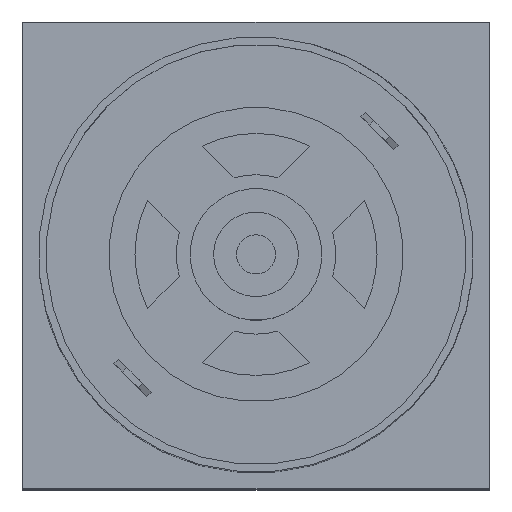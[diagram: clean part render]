
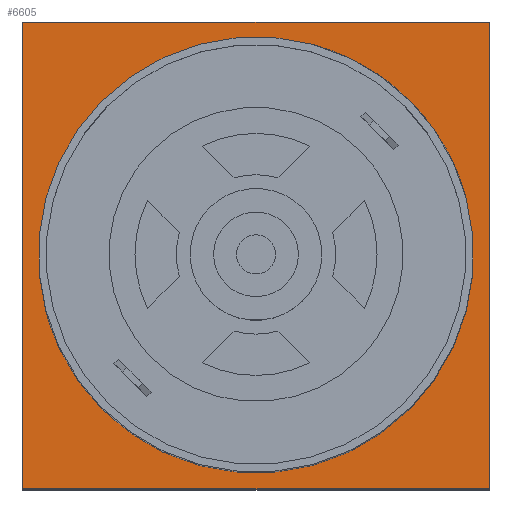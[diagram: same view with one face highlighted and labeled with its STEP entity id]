
A CAD part, top view. The second image highlights one B-rep face of the part: STEP entity #6605.
In plain terms, the highlighted planar face has unit normal (0, 0, 1).
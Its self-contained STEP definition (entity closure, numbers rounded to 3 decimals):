
#4520=CARTESIAN_POINT('',(-6.5,0.,3.8));
#4521=VERTEX_POINT('',#4520);
#4530=CARTESIAN_POINT('',(6.5,0.,3.8));
#4531=VERTEX_POINT('',#4530);
#4532=CARTESIAN_POINT('',(0.0,0.0,3.8));
#4533=DIRECTION('',(0.0,0.0,-1.0));
#4534=DIRECTION('',(-1.0,0.0,0.0));
#4535=AXIS2_PLACEMENT_3D('',#4532,#4533,#4534);
#4536=CIRCLE('',#4535,6.5);
#4537=EDGE_CURVE('',#4531,#4521,#4536,.T.);
#4627=CARTESIAN_POINT('',(10.339,-8.839,3.8));
#4628=VERTEX_POINT('',#4627);
#4644=CARTESIAN_POINT('',(7.339,-8.839,3.8));
#4645=VERTEX_POINT('',#4644);
#4652=CARTESIAN_POINT('',(8.839,-8.839,3.8));
#4653=DIRECTION('',(0.0,0.0,-1.0));
#4654=DIRECTION('',(1.0,0.0,0.0));
#4655=AXIS2_PLACEMENT_3D('',#4652,#4653,#4654);
#4656=CIRCLE('',#4655,1.5);
#4657=EDGE_CURVE('',#4628,#4645,#4656,.T.);
#4813=CARTESIAN_POINT('',(-10.339,8.839,3.8));
#4814=VERTEX_POINT('',#4813);
#4830=CARTESIAN_POINT('',(-7.339,8.839,3.8));
#4831=VERTEX_POINT('',#4830);
#4838=CARTESIAN_POINT('',(-8.839,8.839,3.8));
#4839=DIRECTION('',(0.0,0.0,-1.0));
#4840=DIRECTION('',(-1.0,0.0,0.0));
#4841=AXIS2_PLACEMENT_3D('',#4838,#4839,#4840);
#4842=CIRCLE('',#4841,1.5);
#4843=EDGE_CURVE('',#4814,#4831,#4842,.T.);
#5030=CARTESIAN_POINT('',(-1.007,15.5,3.8));
#5031=VERTEX_POINT('',#5030);
#5040=CARTESIAN_POINT('',(1.007,15.5,3.8));
#5041=VERTEX_POINT('',#5040);
#5042=CARTESIAN_POINT('',(0.0,15.5,3.8));
#5043=DIRECTION('',(0.0,0.0,-1.0));
#5044=DIRECTION('',(-1.0,0.0,0.0));
#5045=AXIS2_PLACEMENT_3D('',#5042,#5043,#5044);
#5046=CIRCLE('',#5045,1.007);
#5047=EDGE_CURVE('',#5041,#5031,#5046,.T.);
#5093=CARTESIAN_POINT('',(-15.5,-1.007,3.8));
#5094=VERTEX_POINT('',#5093);
#5103=CARTESIAN_POINT('',(-15.5,1.006,3.8));
#5104=VERTEX_POINT('',#5103);
#5105=CARTESIAN_POINT('',(-15.5,0.,3.8));
#5106=DIRECTION('',(0.0,0.0,-1.0));
#5107=DIRECTION('',(0.0,-1.0,0.0));
#5108=AXIS2_PLACEMENT_3D('',#5105,#5106,#5107);
#5109=CIRCLE('',#5108,1.007);
#5110=EDGE_CURVE('',#5104,#5094,#5109,.T.);
#5156=CARTESIAN_POINT('',(15.5,1.007,3.8));
#5157=VERTEX_POINT('',#5156);
#5166=CARTESIAN_POINT('',(15.5,-1.006,3.8));
#5167=VERTEX_POINT('',#5166);
#5168=CARTESIAN_POINT('',(15.5,0.,3.8));
#5169=DIRECTION('',(0.0,0.0,-1.0));
#5170=DIRECTION('',(0.0,1.0,0.0));
#5171=AXIS2_PLACEMENT_3D('',#5168,#5169,#5170);
#5172=CIRCLE('',#5171,1.007);
#5173=EDGE_CURVE('',#5167,#5157,#5172,.T.);
#5219=CARTESIAN_POINT('',(1.007,-15.5,3.8));
#5220=VERTEX_POINT('',#5219);
#5229=CARTESIAN_POINT('',(-1.006,-15.5,3.8));
#5230=VERTEX_POINT('',#5229);
#5231=CARTESIAN_POINT('',(0.,-15.5,3.8));
#5232=DIRECTION('',(0.0,0.0,-1.0));
#5233=DIRECTION('',(1.0,0.0,0.0));
#5234=AXIS2_PLACEMENT_3D('',#5231,#5232,#5233);
#5235=CIRCLE('',#5234,1.007);
#5236=EDGE_CURVE('',#5230,#5220,#5235,.T.);
#5859=CARTESIAN_POINT('',(0.,-15.5,3.8));
#5860=DIRECTION('',(0.0,0.0,-1.0));
#5861=DIRECTION('',(1.0,0.0,0.0));
#5862=AXIS2_PLACEMENT_3D('',#5859,#5860,#5861);
#5863=CIRCLE('',#5862,1.007);
#5864=EDGE_CURVE('',#5220,#5230,#5863,.T.);
#5904=CARTESIAN_POINT('',(15.5,0.,3.8));
#5905=DIRECTION('',(0.0,0.0,-1.0));
#5906=DIRECTION('',(0.0,1.0,0.0));
#5907=AXIS2_PLACEMENT_3D('',#5904,#5905,#5906);
#5908=CIRCLE('',#5907,1.007);
#5909=EDGE_CURVE('',#5157,#5167,#5908,.T.);
#5949=CARTESIAN_POINT('',(-15.5,0.,3.8));
#5950=DIRECTION('',(0.0,0.0,-1.0));
#5951=DIRECTION('',(0.0,-1.0,0.0));
#5952=AXIS2_PLACEMENT_3D('',#5949,#5950,#5951);
#5953=CIRCLE('',#5952,1.007);
#5954=EDGE_CURVE('',#5094,#5104,#5953,.T.);
#5994=CARTESIAN_POINT('',(0.0,15.5,3.8));
#5995=DIRECTION('',(0.0,0.0,-1.0));
#5996=DIRECTION('',(-1.0,0.0,0.0));
#5997=AXIS2_PLACEMENT_3D('',#5994,#5995,#5996);
#5998=CIRCLE('',#5997,1.007);
#5999=EDGE_CURVE('',#5031,#5041,#5998,.T.);
#6234=CARTESIAN_POINT('',(-8.839,8.839,3.8));
#6235=DIRECTION('',(0.0,0.0,-1.0));
#6236=DIRECTION('',(-1.0,0.0,0.0));
#6237=AXIS2_PLACEMENT_3D('',#6234,#6235,#6236);
#6238=CIRCLE('',#6237,1.5);
#6239=EDGE_CURVE('',#4831,#4814,#6238,.T.);
#6359=CARTESIAN_POINT('',(8.839,-8.839,3.8));
#6360=DIRECTION('',(0.0,0.0,-1.0));
#6361=DIRECTION('',(1.0,0.0,0.0));
#6362=AXIS2_PLACEMENT_3D('',#6359,#6360,#6361);
#6363=CIRCLE('',#6362,1.5);
#6364=EDGE_CURVE('',#4645,#4628,#6363,.T.);
#6444=CARTESIAN_POINT('',(0.0,0.0,3.8));
#6445=DIRECTION('',(0.0,0.0,-1.0));
#6446=DIRECTION('',(-1.0,0.0,0.0));
#6447=AXIS2_PLACEMENT_3D('',#6444,#6445,#6446);
#6448=CIRCLE('',#6447,6.5);
#6449=EDGE_CURVE('',#4521,#4531,#6448,.T.);
#6459=CARTESIAN_POINT('',(19.05,19.05,3.8));
#6460=VERTEX_POINT('',#6459);
#6461=CARTESIAN_POINT('',(19.05,-19.05,3.8));
#6462=VERTEX_POINT('',#6461);
#6463=CARTESIAN_POINT('',(19.05,19.05,3.8));
#6464=DIRECTION('',(0.0,-1.0,0.0));
#6465=VECTOR('',#6464,38.1);
#6466=LINE('',#6463,#6465);
#6467=EDGE_CURVE('',#6460,#6462,#6466,.T.);
#6498=CARTESIAN_POINT('',(-19.05,-19.05,3.8));
#6499=VERTEX_POINT('',#6498);
#6500=CARTESIAN_POINT('',(19.05,-19.05,3.8));
#6501=DIRECTION('',(-1.0,0.0,0.0));
#6502=VECTOR('',#6501,38.1);
#6503=LINE('',#6500,#6502);
#6504=EDGE_CURVE('',#6462,#6499,#6503,.T.);
#6522=CARTESIAN_POINT('',(-19.05,19.05,3.8));
#6523=VERTEX_POINT('',#6522);
#6524=CARTESIAN_POINT('',(-19.05,-19.05,3.8));
#6525=DIRECTION('',(0.0,1.0,0.0));
#6526=VECTOR('',#6525,38.1);
#6527=LINE('',#6524,#6526);
#6528=EDGE_CURVE('',#6499,#6523,#6527,.T.);
#6554=CARTESIAN_POINT('',(-19.05,19.05,3.8));
#6555=DIRECTION('',(1.0,0.0,0.0));
#6556=VECTOR('',#6555,38.1);
#6557=LINE('',#6554,#6556);
#6558=EDGE_CURVE('',#6523,#6460,#6557,.T.);
#6566=CARTESIAN_POINT('',(0.0,0.0,3.8));
#6567=DIRECTION('',(0.0,0.0,1.0));
#6568=DIRECTION('',(1.0,0.0,0.0));
#6569=AXIS2_PLACEMENT_3D('',#6566,#6567,#6568);
#6570=PLANE('',#6569);
#6571=ORIENTED_EDGE('',*,*,#6467,.F.);
#6572=ORIENTED_EDGE('',*,*,#6558,.F.);
#6573=ORIENTED_EDGE('',*,*,#6528,.F.);
#6574=ORIENTED_EDGE('',*,*,#6504,.F.);
#6575=EDGE_LOOP('',(#6571,#6572,#6573,#6574));
#6576=FACE_OUTER_BOUND('',#6575,.T.);
#6577=ORIENTED_EDGE('',*,*,#5236,.T.);
#6578=ORIENTED_EDGE('',*,*,#5864,.T.);
#6579=EDGE_LOOP('',(#6577,#6578));
#6580=FACE_BOUND('',#6579,.T.);
#6581=ORIENTED_EDGE('',*,*,#5173,.T.);
#6582=ORIENTED_EDGE('',*,*,#5909,.T.);
#6583=EDGE_LOOP('',(#6581,#6582));
#6584=FACE_BOUND('',#6583,.T.);
#6585=ORIENTED_EDGE('',*,*,#5110,.T.);
#6586=ORIENTED_EDGE('',*,*,#5954,.T.);
#6587=EDGE_LOOP('',(#6585,#6586));
#6588=FACE_BOUND('',#6587,.T.);
#6589=ORIENTED_EDGE('',*,*,#5047,.T.);
#6590=ORIENTED_EDGE('',*,*,#5999,.T.);
#6591=EDGE_LOOP('',(#6589,#6590));
#6592=FACE_BOUND('',#6591,.T.);
#6593=ORIENTED_EDGE('',*,*,#4843,.T.);
#6594=ORIENTED_EDGE('',*,*,#6239,.T.);
#6595=EDGE_LOOP('',(#6593,#6594));
#6596=FACE_BOUND('',#6595,.T.);
#6597=ORIENTED_EDGE('',*,*,#4657,.T.);
#6598=ORIENTED_EDGE('',*,*,#6364,.T.);
#6599=EDGE_LOOP('',(#6597,#6598));
#6600=FACE_BOUND('',#6599,.T.);
#6601=ORIENTED_EDGE('',*,*,#4537,.T.);
#6602=ORIENTED_EDGE('',*,*,#6449,.T.);
#6603=EDGE_LOOP('',(#6601,#6602));
#6604=FACE_BOUND('',#6603,.T.);
#6605=ADVANCED_FACE('',(#6576,#6580,#6584,#6588,#6592,#6596,#6600,#6604),#6570,.T.);
